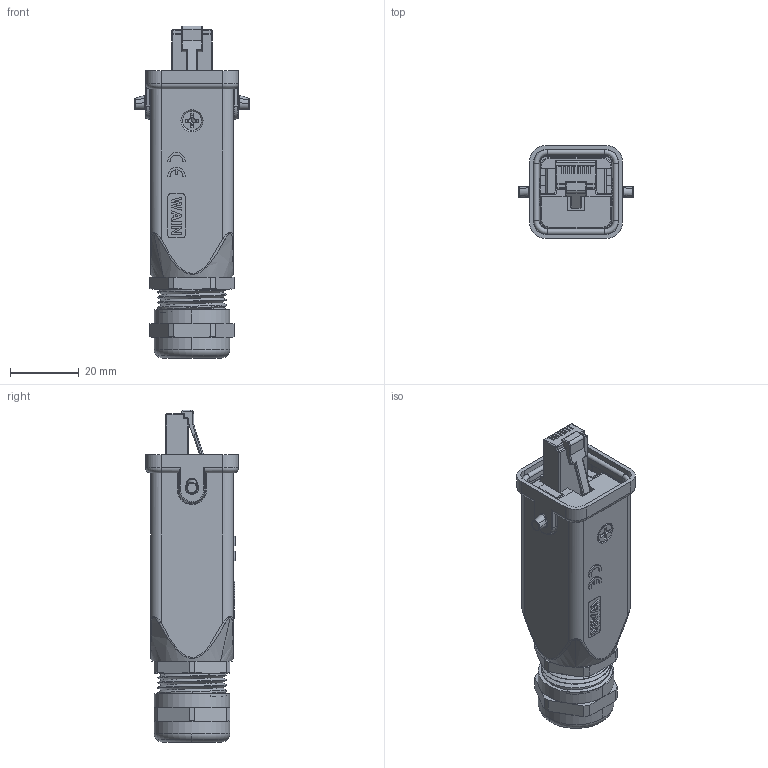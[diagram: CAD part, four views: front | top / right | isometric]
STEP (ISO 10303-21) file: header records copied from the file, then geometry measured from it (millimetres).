
FILE_DESCRIPTION((''),'2;1');
FILE_NAME('1111','2023-10-24T',('12405'),(''),'PRO/ENGINEER BY PARAMETRIC TECHNOLOGY CORPORATION, 2012480','PRO/ENGINEER BY PARAMETRIC TECHNOLOGY CORPORATION, 2012480','');
FILE_SCHEMA(('CONFIG_CONTROL_DESIGN'));
Length unit declared in the file: millimetre
Products named in the file (1): 1111
Bounding box: 33.4 x 27 x 96.44 mm (x, y, z)
Volume: 24807.8 mm3; surface area: 22931.3 mm2
Topology: 1 solids, 6 shells, 1027 faces, 2841 edges, 1814 vertices
Faces by surface type: plane 432, cylinder 322, torus 92, cone 66, bspline 64, extrusion 34, sphere 17
Entity records: 42168 total; most frequent: CARTESIAN_POINT 17324, ORIENTED_EDGE 5614, DIRECTION 4511, EDGE_CURVE 2822, VERTEX_POINT 1814, AXIS2_PLACEMENT_3D 1536, VECTOR 1439, LINE 1405
